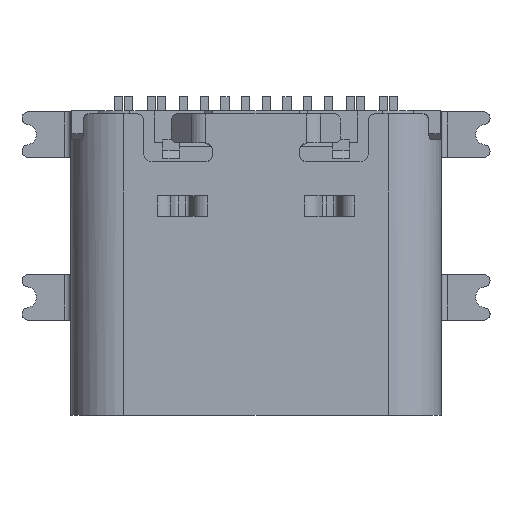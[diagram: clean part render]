
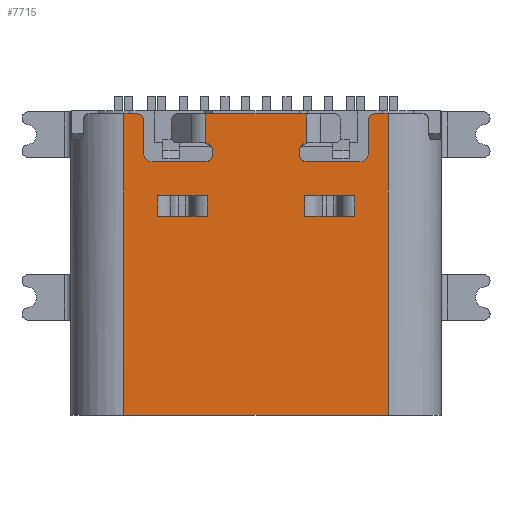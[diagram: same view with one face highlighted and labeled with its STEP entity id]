
A CAD part, top view. The second image highlights one B-rep face of the part: STEP entity #7715.
In plain terms, the highlighted planar face has unit normal (0, 0, 1).
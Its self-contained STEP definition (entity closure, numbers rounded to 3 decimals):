
#1680 = VERTEX_POINT('',#1681);
#1681 = CARTESIAN_POINT('',(-3.19,0.,
    3.26));
#1688 = EDGE_CURVE('',#1680,#1689,#1691,.T.);
#1689 = VERTEX_POINT('',#1690);
#1690 = CARTESIAN_POINT('',(-3.19,7.275,3.26));
#1691 = LINE('',#1692,#1693);
#1692 = CARTESIAN_POINT('',(-3.19,0.,
    3.26));
#1693 = VECTOR('',#1694,1.);
#1694 = DIRECTION('',(0.,1.,0.));
#1822 = EDGE_CURVE('',#1823,#1689,#1825,.T.);
#1823 = VERTEX_POINT('',#1824);
#1824 = CARTESIAN_POINT('',(-2.86,7.275,3.26));
#1825 = LINE('',#1826,#1827);
#1826 = CARTESIAN_POINT('',(0.,7.275,3.26));
#1827 = VECTOR('',#1828,1.);
#1828 = DIRECTION('',(-1.,0.,0.));
#2072 = VERTEX_POINT('',#2073);
#2073 = CARTESIAN_POINT('',(-2.71,7.125,3.26));
#2079 = EDGE_CURVE('',#1823,#2072,#2080,.T.);
#2080 = CIRCLE('',#2081,0.15);
#2081 = AXIS2_PLACEMENT_3D('',#2082,#2083,#2084);
#2082 = CARTESIAN_POINT('',(-2.86,7.125,3.26));
#2083 = DIRECTION('',(0.,0.,-1.));
#2084 = DIRECTION('',(0.,-1.,0.));
#2106 = VERTEX_POINT('',#2107);
#2107 = CARTESIAN_POINT('',(-2.51,6.125,3.26));
#2113 = EDGE_CURVE('',#2114,#2106,#2116,.T.);
#2114 = VERTEX_POINT('',#2115);
#2115 = CARTESIAN_POINT('',(-1.21,6.125,3.26));
#2116 = LINE('',#2117,#2118);
#2117 = CARTESIAN_POINT('',(-2.152,6.125,3.26));
#2118 = VECTOR('',#2119,1.);
#2119 = DIRECTION('',(-1.,0.,0.));
#2145 = VERTEX_POINT('',#2146);
#2146 = CARTESIAN_POINT('',(-1.06,6.275,3.26));
#2152 = EDGE_CURVE('',#2114,#2145,#2153,.T.);
#2153 = CIRCLE('',#2154,0.15);
#2154 = AXIS2_PLACEMENT_3D('',#2155,#2156,#2157);
#2155 = CARTESIAN_POINT('',(-1.21,6.275,3.26));
#2156 = DIRECTION('',(0.,0.,1.));
#2157 = DIRECTION('',(0.,-1.,0.));
#2178 = EDGE_CURVE('',#2179,#2106,#2181,.T.);
#2179 = VERTEX_POINT('',#2180);
#2180 = CARTESIAN_POINT('',(-2.71,6.325,3.26));
#2181 = CIRCLE('',#2182,0.2);
#2182 = AXIS2_PLACEMENT_3D('',#2183,#2184,#2185);
#2183 = CARTESIAN_POINT('',(-2.51,6.325,3.26));
#2184 = DIRECTION('',(0.,0.,1.));
#2185 = DIRECTION('',(0.,-1.,0.));
#2210 = EDGE_CURVE('',#2211,#2145,#2213,.T.);
#2211 = VERTEX_POINT('',#2212);
#2212 = CARTESIAN_POINT('',(-1.06,6.425,3.26));
#2213 = LINE('',#2214,#2215);
#2214 = CARTESIAN_POINT('',(-1.06,4.881,3.26));
#2215 = VECTOR('',#2216,1.);
#2216 = DIRECTION('',(0.,-1.,0.));
#2239 = EDGE_CURVE('',#2179,#2072,#2240,.T.);
#2240 = LINE('',#2241,#2242);
#2241 = CARTESIAN_POINT('',(-2.71,5.456,3.26));
#2242 = VECTOR('',#2243,1.);
#2243 = DIRECTION('',(0.,1.,0.));
#2264 = VERTEX_POINT('',#2265);
#2265 = CARTESIAN_POINT('',(-1.21,6.575,3.26));
#2271 = EDGE_CURVE('',#2211,#2264,#2272,.T.);
#2272 = CIRCLE('',#2273,0.15);
#2273 = AXIS2_PLACEMENT_3D('',#2274,#2275,#2276);
#2274 = CARTESIAN_POINT('',(-1.21,6.425,3.26));
#2275 = DIRECTION('',(0.,0.,1.));
#2276 = DIRECTION('',(0.,-1.,0.));
#2378 = VERTEX_POINT('',#2379);
#2379 = CARTESIAN_POINT('',(-1.21,7.275,3.26));
#2386 = EDGE_CURVE('',#2378,#2264,#2387,.T.);
#2387 = LINE('',#2388,#2389);
#2388 = CARTESIAN_POINT('',(-1.21,5.106,3.26));
#2389 = VECTOR('',#2390,1.);
#2390 = DIRECTION('',(0.,-1.,0.));
#2902 = VERTEX_POINT('',#2903);
#2903 = CARTESIAN_POINT('',(2.51,6.125,3.26));
#2909 = EDGE_CURVE('',#2910,#2902,#2912,.T.);
#2910 = VERTEX_POINT('',#2911);
#2911 = CARTESIAN_POINT('',(1.21,6.125,3.26));
#2912 = LINE('',#2913,#2914);
#2913 = CARTESIAN_POINT('',(2.152,6.125,3.26));
#2914 = VECTOR('',#2915,1.);
#2915 = DIRECTION('',(1.,0.,0.));
#2941 = VERTEX_POINT('',#2942);
#2942 = CARTESIAN_POINT('',(1.06,6.275,3.26));
#2948 = EDGE_CURVE('',#2910,#2941,#2949,.T.);
#2949 = CIRCLE('',#2950,0.15);
#2950 = AXIS2_PLACEMENT_3D('',#2951,#2952,#2953);
#2951 = CARTESIAN_POINT('',(1.21,6.275,3.26));
#2952 = DIRECTION('',(0.,0.,-1.));
#2953 = DIRECTION('',(0.,-1.,0.));
#2974 = EDGE_CURVE('',#2975,#2902,#2977,.T.);
#2975 = VERTEX_POINT('',#2976);
#2976 = CARTESIAN_POINT('',(2.71,6.325,3.26));
#2977 = CIRCLE('',#2978,0.2);
#2978 = AXIS2_PLACEMENT_3D('',#2979,#2980,#2981);
#2979 = CARTESIAN_POINT('',(2.51,6.325,3.26));
#2980 = DIRECTION('',(0.,0.,-1.));
#2981 = DIRECTION('',(0.,-1.,0.));
#3006 = EDGE_CURVE('',#3007,#2941,#3009,.T.);
#3007 = VERTEX_POINT('',#3008);
#3008 = CARTESIAN_POINT('',(1.06,6.425,3.26));
#3009 = LINE('',#3010,#3011);
#3010 = CARTESIAN_POINT('',(1.06,4.881,3.26));
#3011 = VECTOR('',#3012,1.);
#3012 = DIRECTION('',(0.,-1.,0.));
#3037 = VERTEX_POINT('',#3038);
#3038 = CARTESIAN_POINT('',(2.71,7.125,3.26));
#3044 = EDGE_CURVE('',#2975,#3037,#3045,.T.);
#3045 = LINE('',#3046,#3047);
#3046 = CARTESIAN_POINT('',(2.71,5.456,3.26));
#3047 = VECTOR('',#3048,1.);
#3048 = DIRECTION('',(0.,1.,0.));
#3069 = VERTEX_POINT('',#3070);
#3070 = CARTESIAN_POINT('',(1.21,6.575,3.26));
#3076 = EDGE_CURVE('',#3007,#3069,#3077,.T.);
#3077 = CIRCLE('',#3078,0.15);
#3078 = AXIS2_PLACEMENT_3D('',#3079,#3080,#3081);
#3079 = CARTESIAN_POINT('',(1.21,6.425,3.26));
#3080 = DIRECTION('',(0.,0.,-1.));
#3081 = DIRECTION('',(0.,-1.,0.));
#3102 = EDGE_CURVE('',#3103,#3037,#3105,.T.);
#3103 = VERTEX_POINT('',#3104);
#3104 = CARTESIAN_POINT('',(2.86,7.275,3.26));
#3105 = CIRCLE('',#3106,0.15);
#3106 = AXIS2_PLACEMENT_3D('',#3107,#3108,#3109);
#3107 = CARTESIAN_POINT('',(2.86,7.125,3.26));
#3108 = DIRECTION('',(0.,0.,1.));
#3109 = DIRECTION('',(0.,-1.,0.));
#3151 = VERTEX_POINT('',#3152);
#3152 = CARTESIAN_POINT('',(3.19,7.275,3.26));
#3159 = EDGE_CURVE('',#3103,#3151,#3160,.T.);
#3160 = LINE('',#3161,#3162);
#3161 = CARTESIAN_POINT('',(0.,7.275,3.26));
#3162 = VECTOR('',#3163,1.);
#3163 = DIRECTION('',(1.,0.,0.));
#3302 = VERTEX_POINT('',#3303);
#3303 = CARTESIAN_POINT('',(3.19,0.,
    3.26));
#3310 = EDGE_CURVE('',#3302,#3151,#3311,.T.);
#3311 = LINE('',#3312,#3313);
#3312 = CARTESIAN_POINT('',(3.19,0.,
    3.26));
#3313 = VECTOR('',#3314,1.);
#3314 = DIRECTION('',(0.,1.,0.));
#3978 = VERTEX_POINT('',#3979);
#3979 = CARTESIAN_POINT('',(1.21,7.275,3.26));
#3986 = EDGE_CURVE('',#3978,#3069,#3987,.T.);
#3987 = LINE('',#3988,#3989);
#3988 = CARTESIAN_POINT('',(1.21,5.106,3.26));
#3989 = VECTOR('',#3990,1.);
#3990 = DIRECTION('',(0.,-1.,0.));
#6856 = EDGE_CURVE('',#6857,#6859,#6861,.T.);
#6857 = VERTEX_POINT('',#6858);
#6858 = CARTESIAN_POINT('',(-2.384,5.3,3.26));
#6859 = VERTEX_POINT('',#6860);
#6860 = CARTESIAN_POINT('',(-1.177,5.3,3.26));
#6861 = LINE('',#6862,#6863);
#6862 = CARTESIAN_POINT('',(-0.585,5.3,3.26));
#6863 = VECTOR('',#6864,1.);
#6864 = DIRECTION('',(1.,0.,0.));
#6899 = EDGE_CURVE('',#6859,#6900,#6902,.T.);
#6900 = VERTEX_POINT('',#6901);
#6901 = CARTESIAN_POINT('',(-1.177,4.8,3.26));
#6902 = LINE('',#6903,#6904);
#6903 = CARTESIAN_POINT('',(-1.177,2.65,3.26));
#6904 = VECTOR('',#6905,1.);
#6905 = DIRECTION('',(0.,-1.,0.));
#6932 = VERTEX_POINT('',#6933);
#6933 = CARTESIAN_POINT('',(-2.384,4.8,3.26));
#6940 = EDGE_CURVE('',#6900,#6932,#6941,.T.);
#6941 = LINE('',#6942,#6943);
#6942 = CARTESIAN_POINT('',(-1.195,4.8,3.26));
#6943 = VECTOR('',#6944,1.);
#6944 = DIRECTION('',(-1.,0.,0.));
#6963 = EDGE_CURVE('',#6857,#6932,#6964,.T.);
#6964 = LINE('',#6965,#6966);
#6965 = CARTESIAN_POINT('',(-2.384,2.65,3.26));
#6966 = VECTOR('',#6967,1.);
#6967 = DIRECTION('',(0.,-1.,0.));
#7412 = EDGE_CURVE('',#7413,#7415,#7417,.T.);
#7413 = VERTEX_POINT('',#7414);
#7414 = CARTESIAN_POINT('',(2.384,5.3,3.26));
#7415 = VERTEX_POINT('',#7416);
#7416 = CARTESIAN_POINT('',(1.177,5.3,3.26));
#7417 = LINE('',#7418,#7419);
#7418 = CARTESIAN_POINT('',(0.585,5.3,3.26));
#7419 = VECTOR('',#7420,1.);
#7420 = DIRECTION('',(-1.,0.,0.));
#7455 = EDGE_CURVE('',#7415,#7456,#7458,.T.);
#7456 = VERTEX_POINT('',#7457);
#7457 = CARTESIAN_POINT('',(1.177,4.8,3.26));
#7458 = LINE('',#7459,#7460);
#7459 = CARTESIAN_POINT('',(1.177,2.65,3.26));
#7460 = VECTOR('',#7461,1.);
#7461 = DIRECTION('',(0.,-1.,0.));
#7488 = VERTEX_POINT('',#7489);
#7489 = CARTESIAN_POINT('',(2.384,4.8,3.26));
#7496 = EDGE_CURVE('',#7456,#7488,#7497,.T.);
#7497 = LINE('',#7498,#7499);
#7498 = CARTESIAN_POINT('',(1.195,4.8,3.26));
#7499 = VECTOR('',#7500,1.);
#7500 = DIRECTION('',(1.,0.,0.));
#7519 = EDGE_CURVE('',#7413,#7488,#7520,.T.);
#7520 = LINE('',#7521,#7522);
#7521 = CARTESIAN_POINT('',(2.384,2.65,3.26));
#7522 = VECTOR('',#7523,1.);
#7523 = DIRECTION('',(0.,-1.,0.));
#7604 = EDGE_CURVE('',#3978,#2378,#7605,.T.);
#7605 = LINE('',#7606,#7607);
#7606 = CARTESIAN_POINT('',(0.,7.275,3.26));
#7607 = VECTOR('',#7608,1.);
#7608 = DIRECTION('',(-1.,-0.,0.));
#7637 = EDGE_CURVE('',#1680,#3302,#7638,.T.);
#7638 = LINE('',#7639,#7640);
#7639 = CARTESIAN_POINT('',(0.,0.,
    3.26));
#7640 = VECTOR('',#7641,1.);
#7641 = DIRECTION('',(1.,0.,0.));
#7715 = ADVANCED_FACE('',(#7716,#7740,#7746),#7752,.T.);
#7716 = FACE_BOUND('',#7717,.T.);
#7717 = EDGE_LOOP('',(#7718,#7719,#7720,#7721,#7722,#7723,#7724,#7725,
    #7726,#7727,#7728,#7729,#7730,#7731,#7732,#7733,#7734,#7735,#7736,
    #7737,#7738,#7739));
#7718 = ORIENTED_EDGE('',*,*,#2239,.T.);
#7719 = ORIENTED_EDGE('',*,*,#2079,.F.);
#7720 = ORIENTED_EDGE('',*,*,#1822,.T.);
#7721 = ORIENTED_EDGE('',*,*,#1688,.F.);
#7722 = ORIENTED_EDGE('',*,*,#7637,.T.);
#7723 = ORIENTED_EDGE('',*,*,#3310,.T.);
#7724 = ORIENTED_EDGE('',*,*,#3159,.F.);
#7725 = ORIENTED_EDGE('',*,*,#3102,.T.);
#7726 = ORIENTED_EDGE('',*,*,#3044,.F.);
#7727 = ORIENTED_EDGE('',*,*,#2974,.T.);
#7728 = ORIENTED_EDGE('',*,*,#2909,.F.);
#7729 = ORIENTED_EDGE('',*,*,#2948,.T.);
#7730 = ORIENTED_EDGE('',*,*,#3006,.F.);
#7731 = ORIENTED_EDGE('',*,*,#3076,.T.);
#7732 = ORIENTED_EDGE('',*,*,#3986,.F.);
#7733 = ORIENTED_EDGE('',*,*,#7604,.T.);
#7734 = ORIENTED_EDGE('',*,*,#2386,.T.);
#7735 = ORIENTED_EDGE('',*,*,#2271,.F.);
#7736 = ORIENTED_EDGE('',*,*,#2210,.T.);
#7737 = ORIENTED_EDGE('',*,*,#2152,.F.);
#7738 = ORIENTED_EDGE('',*,*,#2113,.T.);
#7739 = ORIENTED_EDGE('',*,*,#2178,.F.);
#7740 = FACE_BOUND('',#7741,.T.);
#7741 = EDGE_LOOP('',(#7742,#7743,#7744,#7745));
#7742 = ORIENTED_EDGE('',*,*,#6940,.T.);
#7743 = ORIENTED_EDGE('',*,*,#6963,.F.);
#7744 = ORIENTED_EDGE('',*,*,#6856,.T.);
#7745 = ORIENTED_EDGE('',*,*,#6899,.T.);
#7746 = FACE_BOUND('',#7747,.T.);
#7747 = EDGE_LOOP('',(#7748,#7749,#7750,#7751));
#7748 = ORIENTED_EDGE('',*,*,#7496,.F.);
#7749 = ORIENTED_EDGE('',*,*,#7455,.F.);
#7750 = ORIENTED_EDGE('',*,*,#7412,.F.);
#7751 = ORIENTED_EDGE('',*,*,#7519,.T.);
#7752 = PLANE('',#7753);
#7753 = AXIS2_PLACEMENT_3D('',#7754,#7755,#7756);
#7754 = CARTESIAN_POINT('',(0.,3.97,
    3.26));
#7755 = DIRECTION('',(0.,0.,1.));
#7756 = DIRECTION('',(0.,-1.,0.));
